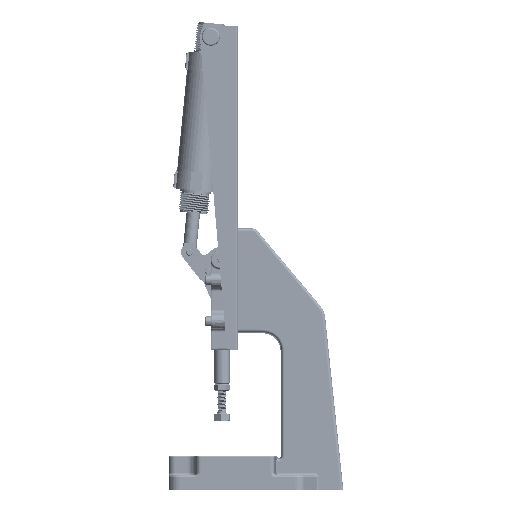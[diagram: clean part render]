
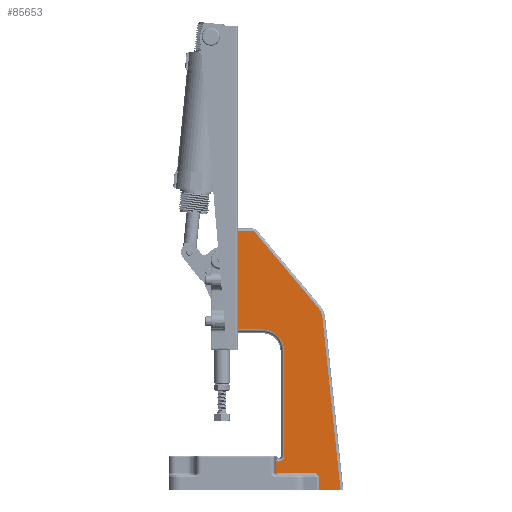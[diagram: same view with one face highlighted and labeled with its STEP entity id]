
A CAD part, top view. The second image highlights one B-rep face of the part: STEP entity #85653.
In plain terms, the highlighted planar face has unit normal (0, 0, 1).
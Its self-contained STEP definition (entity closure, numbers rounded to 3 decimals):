
#67 = DIRECTION ( 'NONE',  ( 1., 0., 0. ) ) ;
#1465 = LINE ( 'NONE', #76877, #98714 ) ;
#2569 = ORIENTED_EDGE ( 'NONE', *, *, #51290, .T. ) ;
#2678 = VERTEX_POINT ( 'NONE', #76111 ) ;
#3214 = VERTEX_POINT ( 'NONE', #113454 ) ;
#3733 = CARTESIAN_POINT ( 'NONE',  ( 44.844, -28.671, 50. ) ) ;
#4534 = CARTESIAN_POINT ( 'NONE',  ( 14.584, -159.987, 50. ) ) ;
#5096 = VERTEX_POINT ( 'NONE', #32758 ) ;
#8586 = EDGE_CURVE ( 'NONE', #92876, #5096, #102005, .T. ) ;
#9060 = VECTOR ( 'NONE', #104786, 1000. ) ;
#9779 = EDGE_CURVE ( 'NONE', #105089, #103821, #81246, .T. ) ;
#9801 = DIRECTION ( 'NONE',  ( 1., 0., 0. ) ) ;
#11427 =( BOUNDED_CURVE ( )  B_SPLINE_CURVE ( 3, ( #12755, #21859, #79053, #22686 ),
 .UNSPECIFIED., .F., .F. ) 
 B_SPLINE_CURVE_WITH_KNOTS ( ( 4, 4 ),
 ( 3.142, 4.712 ),
 .UNSPECIFIED. ) 
 CURVE ( )  GEOMETRIC_REPRESENTATION_ITEM ( )  RATIONAL_B_SPLINE_CURVE ( ( 1., 0.805, 0.805, 1. ) ) 
 REPRESENTATION_ITEM ( '' )  );
#11430 = DIRECTION ( 'NONE',  ( 0., -1., 0. ) ) ;
#12755 = CARTESIAN_POINT ( 'NONE',  ( 45.132, -178.987, 50. ) ) ;
#14086 = CARTESIAN_POINT ( 'NONE',  ( 45.132, -189.987, 50. ) ) ;
#14760 = CARTESIAN_POINT ( 'NONE',  ( -26.703, -47.7, 50. ) ) ;
#16371 = VERTEX_POINT ( 'NONE', #38297 ) ;
#19060 = CARTESIAN_POINT ( 'NONE',  ( 7.645, -176.987, 50. ) ) ;
#19345 = ORIENTED_EDGE ( 'NONE', *, *, #115420, .T. ) ;
#20088 = VECTOR ( 'NONE', #84936, 1000. ) ;
#21079 = LINE ( 'NONE', #108560, #93309 ) ;
#21339 = CIRCLE ( 'NONE', #41019, 3.5 ) ;
#21380 = EDGE_CURVE ( 'NONE', #84500, #16371, #40315, .T. ) ;
#21859 = CARTESIAN_POINT ( 'NONE',  ( 45.132, -176.644, 50. ) ) ;
#21969 = VERTEX_POINT ( 'NONE', #109817 ) ;
#22315 = EDGE_CURVE ( 'NONE', #16371, #76685, #68170, .T. ) ;
#22686 = CARTESIAN_POINT ( 'NONE',  ( 40.513, -174.987, 50. ) ) ;
#23569 = VERTEX_POINT ( 'NONE', #49970 ) ;
#24138 = LINE ( 'NONE', #49848, #99259 ) ;
#24849 = EDGE_CURVE ( 'NONE', #91375, #92876, #1465, .T. ) ;
#25901 = VECTOR ( 'NONE', #9801, 1000. ) ;
#28964 = LINE ( 'NONE', #19060, #20088 ) ;
#32758 = CARTESIAN_POINT ( 'NONE',  ( 64.464, -189.987, 50. ) ) ;
#34545 = ORIENTED_EDGE ( 'NONE', *, *, #55422, .T. ) ;
#35247 = ORIENTED_EDGE ( 'NONE', *, *, #105403, .T. ) ;
#35331 = AXIS2_PLACEMENT_3D ( 'NONE', #96506, #40114, #105959 ) ;
#36629 = CARTESIAN_POINT ( 'NONE',  ( -14.001, 36.013, 50. ) ) ;
#37585 = ORIENTED_EDGE ( 'NONE', *, *, #120905, .T. ) ;
#37730 = DIRECTION ( 'NONE',  ( 0., 0., -1. ) ) ;
#38297 = CARTESIAN_POINT ( 'NONE',  ( 14.584, -159.987, 50. ) ) ;
#39177 = ORIENTED_EDGE ( 'NONE', *, *, #22315, .T. ) ;
#39875 = AXIS2_PLACEMENT_3D ( 'NONE', #97188, #40797, #106642 ) ;
#40114 = DIRECTION ( 'NONE',  ( 0., 0., 1. ) ) ;
#40315 = LINE ( 'NONE', #83547, #87472 ) ;
#40797 = DIRECTION ( 'NONE',  ( 0., 0., -1. ) ) ;
#41019 = AXIS2_PLACEMENT_3D ( 'NONE', #36629, #102498, #46119 ) ;
#45717 = EDGE_CURVE ( 'NONE', #91375, #3214, #11427, .T. ) ;
#46119 = DIRECTION ( 'NONE',  ( 1., 0., 0. ) ) ;
#46475 = VECTOR ( 'NONE', #70466, 1000. ) ;
#48941 = VECTOR ( 'NONE', #51905, 1000. ) ;
#48951 = ORIENTED_EDGE ( 'NONE', *, *, #9779, .T. ) ;
#49848 = CARTESIAN_POINT ( 'NONE',  ( -26.703, 42.013, 50. ) ) ;
#49970 = CARTESIAN_POINT ( 'NONE',  ( 7.645, -174.987, 50. ) ) ;
#51290 = EDGE_CURVE ( 'NONE', #88021, #105089, #87457, .T. ) ;
#51529 = VERTEX_POINT ( 'NONE', #108726 ) ;
#51905 = DIRECTION ( 'NONE',  ( 1., 0., 0. ) ) ;
#55422 = EDGE_CURVE ( 'NONE', #2678, #51529, #88223, .T. ) ;
#56464 = DIRECTION ( 'NONE',  ( 0., 0., -1. ) ) ;
#57625 = DIRECTION ( 'NONE',  ( 1., 0., 0. ) ) ;
#59354 = DIRECTION ( 'NONE',  ( 0., -1., 0. ) ) ;
#63119 = AXIS2_PLACEMENT_3D ( 'NONE', #112817, #56464, #67 ) ;
#63763 = CARTESIAN_POINT ( 'NONE',  ( -26.703, 39.513, 50. ) ) ;
#68170 = CIRCLE ( 'NONE', #39875, 4.877 ) ;
#70466 = DIRECTION ( 'NONE',  ( 1., 0., 0. ) ) ;
#70731 = EDGE_CURVE ( 'NONE', #23569, #3214, #121586, .T. ) ;
#70813 = CARTESIAN_POINT ( 'NONE',  ( 66.977, -189.987, 50. ) ) ;
#73031 = EDGE_CURVE ( 'NONE', #94869, #84500, #78555, .T. ) ;
#74007 = DIRECTION ( 'NONE',  ( 0., -1., 0. ) ) ;
#75201 = ORIENTED_EDGE ( 'NONE', *, *, #70731, .T. ) ;
#76111 = CARTESIAN_POINT ( 'NONE',  ( -14.001, 39.513, 50. ) ) ;
#76685 = VERTEX_POINT ( 'NONE', #4534 ) ;
#76877 = CARTESIAN_POINT ( 'NONE',  ( 45.132, -189.987, 50. ) ) ;
#77074 = ORIENTED_EDGE ( 'NONE', *, *, #84282, .T. ) ;
#78555 = CIRCLE ( 'NONE', #116050, 19.287 ) ;
#79053 = CARTESIAN_POINT ( 'NONE',  ( 43.219, -174.987, 50. ) ) ;
#81246 = LINE ( 'NONE', #85908, #9060 ) ;
#83547 = CARTESIAN_POINT ( 'NONE',  ( 14.584, 36.013, 50. ) ) ;
#84282 = EDGE_CURVE ( 'NONE', #103821, #2678, #21339, .T. ) ;
#84500 = VERTEX_POINT ( 'NONE', #99322 ) ;
#84936 = DIRECTION ( 'NONE',  ( 0., 1., 0. ) ) ;
#85240 = VECTOR ( 'NONE', #111465, 1000. ) ;
#85608 = CARTESIAN_POINT ( 'NONE',  ( -14.001, 36.013, 50. ) ) ;
#85653 = ADVANCED_FACE ( 'NONE', ( #119870 ), #104084, .T. ) ;
#85908 = CARTESIAN_POINT ( 'NONE',  ( -11.32, 38.263, 50. ) ) ;
#86998 = ORIENTED_EDGE ( 'NONE', *, *, #104717, .F. ) ;
#87457 = CIRCLE ( 'NONE', #35331, 15.5 ) ;
#87472 = VECTOR ( 'NONE', #74007, 1000. ) ;
#88021 = VERTEX_POINT ( 'NONE', #100374 ) ;
#88223 = LINE ( 'NONE', #63763, #85240 ) ;
#88890 = CARTESIAN_POINT ( 'NONE',  ( 45.132, -178.987, 50. ) ) ;
#91375 = VERTEX_POINT ( 'NONE', #88890 ) ;
#92101 = EDGE_LOOP ( 'NONE', ( #94602, #39177, #35247, #86998, #75201, #109250, #119002, #98287, #37585, #2569, #48951, #77074, #34545, #19345, #114180, #110264 ) ) ;
#92876 = VERTEX_POINT ( 'NONE', #14086 ) ;
#93309 = VECTOR ( 'NONE', #99108, 1000. ) ;
#94174 = CARTESIAN_POINT ( 'NONE',  ( -4.703, -66.987, 50. ) ) ;
#94236 = CARTESIAN_POINT ( 'NONE',  ( -14.001, -47.7, 50. ) ) ;
#94602 = ORIENTED_EDGE ( 'NONE', *, *, #21380, .T. ) ;
#94869 = VERTEX_POINT ( 'NONE', #105739 ) ;
#96506 = CARTESIAN_POINT ( 'NONE',  ( 32.97, -38.634, 50. ) ) ;
#97188 = CARTESIAN_POINT ( 'NONE',  ( 9.707, -159.987, 50. ) ) ;
#98287 = ORIENTED_EDGE ( 'NONE', *, *, #8586, .T. ) ;
#98714 = VECTOR ( 'NONE', #11430, 1000. ) ;
#99108 = DIRECTION ( 'NONE',  ( -0.105, 0.995, 0. ) ) ;
#99259 = VECTOR ( 'NONE', #59354, 1000. ) ;
#99322 = CARTESIAN_POINT ( 'NONE',  ( 14.584, -66.987, 50. ) ) ;
#100139 = CARTESIAN_POINT ( 'NONE',  ( -11.32, 38.263, 50. ) ) ;
#100374 = CARTESIAN_POINT ( 'NONE',  ( 48.385, -37.014, 50. ) ) ;
#101039 = LINE ( 'NONE', #94236, #25901 ) ;
#102005 = LINE ( 'NONE', #70813, #48941 ) ;
#102498 = DIRECTION ( 'NONE',  ( 0., 0., 1. ) ) ;
#103601 = DIRECTION ( 'NONE',  ( 1., 0., 0. ) ) ;
#103821 = VERTEX_POINT ( 'NONE', #100139 ) ;
#104084 = PLANE ( 'NONE',  #112996 ) ;
#104717 = EDGE_CURVE ( 'NONE', #23569, #21969, #28964, .T. ) ;
#104786 = DIRECTION ( 'NONE',  ( -0.643, 0.766, 0. ) ) ;
#105089 = VERTEX_POINT ( 'NONE', #3733 ) ;
#105403 = EDGE_CURVE ( 'NONE', #76685, #21969, #106921, .T. ) ;
#105739 = CARTESIAN_POINT ( 'NONE',  ( -4.703, -47.7, 50. ) ) ;
#105942 = VERTEX_POINT ( 'NONE', #14760 ) ;
#105959 = DIRECTION ( 'NONE',  ( 1., 0., 0. ) ) ;
#106642 = DIRECTION ( 'NONE',  ( 1., 0., 0. ) ) ;
#106921 = CIRCLE ( 'NONE', #63119, 4.877 ) ;
#108560 = CARTESIAN_POINT ( 'NONE',  ( 48.385, -37.014, 50. ) ) ;
#108726 = CARTESIAN_POINT ( 'NONE',  ( -26.703, 39.513, 50. ) ) ;
#109250 = ORIENTED_EDGE ( 'NONE', *, *, #45717, .F. ) ;
#109817 = CARTESIAN_POINT ( 'NONE',  ( 7.645, -164.407, 50. ) ) ;
#110264 = ORIENTED_EDGE ( 'NONE', *, *, #73031, .T. ) ;
#111465 = DIRECTION ( 'NONE',  ( -1., 0., 0. ) ) ;
#112817 = CARTESIAN_POINT ( 'NONE',  ( 9.707, -159.987, 50. ) ) ;
#112859 = EDGE_CURVE ( 'NONE', #105942, #94869, #101039, .T. ) ;
#112996 = AXIS2_PLACEMENT_3D ( 'NONE', #85608, #113960, #57625 ) ;
#113454 = CARTESIAN_POINT ( 'NONE',  ( 40.513, -174.987, 50. ) ) ;
#113960 = DIRECTION ( 'NONE',  ( 0., 0., 1. ) ) ;
#114180 = ORIENTED_EDGE ( 'NONE', *, *, #112859, .T. ) ;
#115420 = EDGE_CURVE ( 'NONE', #51529, #105942, #24138, .T. ) ;
#116050 = AXIS2_PLACEMENT_3D ( 'NONE', #94174, #37730, #103601 ) ;
#117394 = CARTESIAN_POINT ( 'NONE',  ( -14.001, -174.987, 50. ) ) ;
#119002 = ORIENTED_EDGE ( 'NONE', *, *, #24849, .T. ) ;
#119870 = FACE_OUTER_BOUND ( 'NONE', #92101, .T. ) ;
#120905 = EDGE_CURVE ( 'NONE', #5096, #88021, #21079, .T. ) ;
#121586 = LINE ( 'NONE', #117394, #46475 ) ;
